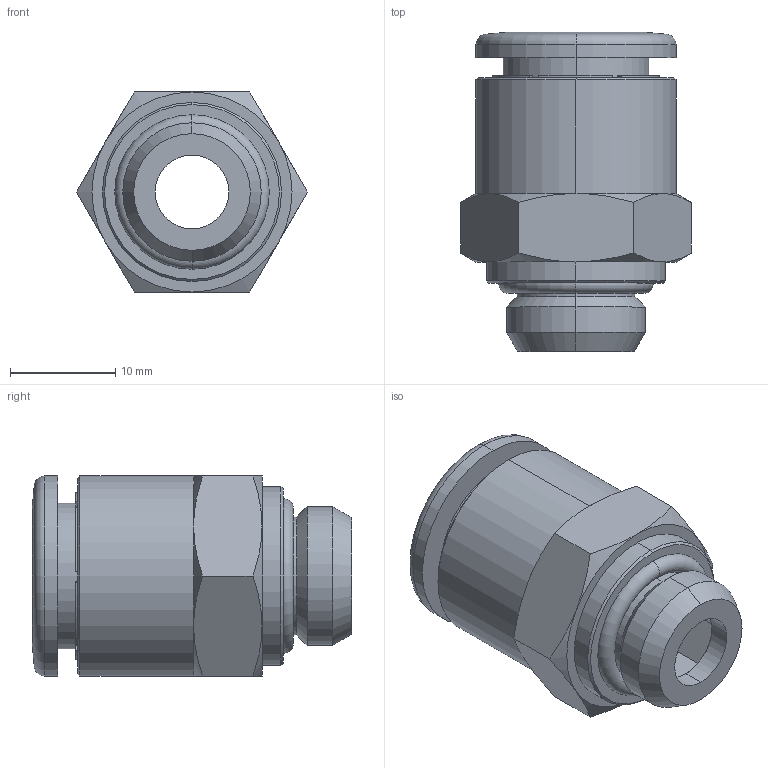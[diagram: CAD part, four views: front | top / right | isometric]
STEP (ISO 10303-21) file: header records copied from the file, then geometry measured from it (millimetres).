
FILE_DESCRIPTION (( 'STEP AP203' ), '1' );
FILE_NAME ('OTRC12G02.STEP', '2023-05-17T10:20:39', ( '' ), ( '' ), 'SwSTEP 2.0', 'SolidWorks 2022', '' );
FILE_SCHEMA (( 'CONFIG_CONTROL_DESIGN' ));
Length unit declared in the file: millimetre
Products named in the file (1): OTRC12G02
Bounding box: 21.94 x 30.3 x 19 mm (x, y, z)
Volume: 4459.9 mm3; surface area: 3500.3 mm2
Topology: 1 solids, 1 shells, 109 faces, 246 edges, 150 vertices
Faces by surface type: plane 43, cone 28, cylinder 24, torus 14
Entity records: 3335 total; most frequent: CARTESIAN_POINT 828, DIRECTION 522, ORIENTED_EDGE 492, EDGE_CURVE 246, AXIS2_PLACEMENT_3D 214, VERTEX_POINT 150, EDGE_LOOP 122, ADVANCED_FACE 109
